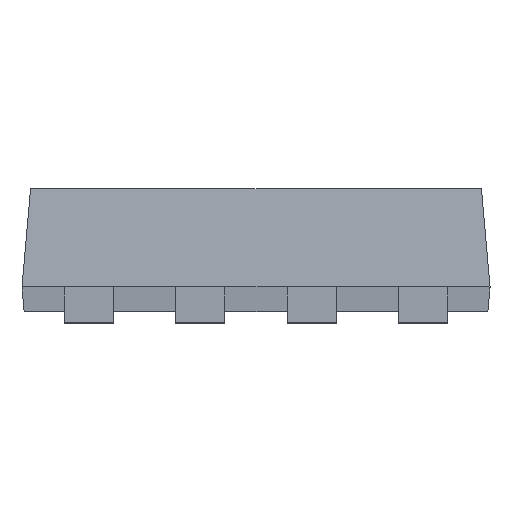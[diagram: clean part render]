
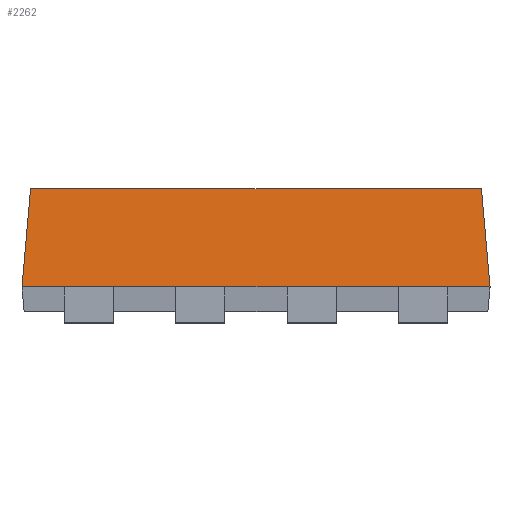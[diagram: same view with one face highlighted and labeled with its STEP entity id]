
A CAD part, top view. The second image highlights one B-rep face of the part: STEP entity #2262.
In plain terms, the highlighted planar face has unit normal (0, 0.087, 0.996).
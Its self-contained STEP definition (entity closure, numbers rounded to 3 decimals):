
#3 = DIRECTION ( 'NONE',  ( 1., 0., 0. ) ) ;
#7 = EDGE_CURVE ( 'NONE', #2446, #2522, #526, .T. ) ;
#94 = LINE ( 'NONE', #1913, #164 ) ;
#164 = VECTOR ( 'NONE', #1275, 1000. ) ;
#167 = VECTOR ( 'NONE', #644, 1000. ) ;
#183 = EDGE_CURVE ( 'NONE', #2828, #1229, #2782, .T. ) ;
#200 = LINE ( 'NONE', #1880, #2278 ) ;
#211 = VERTEX_POINT ( 'NONE', #2027 ) ;
#290 = CARTESIAN_POINT ( 'NONE',  ( 0.64, 0.16, 0.6 ) ) ;
#291 = ORIENTED_EDGE ( 'NONE', *, *, #1436, .T. ) ;
#317 = CARTESIAN_POINT ( 'NONE',  ( -0.36, 0.16, 0.6 ) ) ;
#336 = DIRECTION ( 'NONE',  ( 0., -0.996, 0.087 ) ) ;
#347 = LINE ( 'NONE', #1642, #697 ) ;
#379 = VERTEX_POINT ( 'NONE', #2450 ) ;
#431 = LINE ( 'NONE', #1302, #2033 ) ;
#526 = LINE ( 'NONE', #2131, #632 ) ;
#542 = EDGE_CURVE ( 'NONE', #2900, #2828, #2092, .T. ) ;
#556 = LINE ( 'NONE', #1533, #167 ) ;
#572 = VERTEX_POINT ( 'NONE', #2332 ) ;
#575 = EDGE_CURVE ( 'NONE', #572, #2883, #842, .T. ) ;
#630 = ORIENTED_EDGE ( 'NONE', *, *, #2674, .T. ) ;
#632 = VECTOR ( 'NONE', #2587, 1000. ) ;
#639 = EDGE_CURVE ( 'NONE', #1034, #743, #94, .T. ) ;
#640 = CARTESIAN_POINT ( 'NONE',  ( 1.05, 0.16, 0.6 ) ) ;
#642 = LINE ( 'NONE', #1137, #2723 ) ;
#644 = DIRECTION ( 'NONE',  ( 1., 0., 0. ) ) ;
#697 = VECTOR ( 'NONE', #1168, 1000. ) ;
#712 = CARTESIAN_POINT ( 'NONE',  ( 1.05, 0.16, 0.6 ) ) ;
#743 = VERTEX_POINT ( 'NONE', #290 ) ;
#791 = CARTESIAN_POINT ( 'NONE',  ( 1.05, 0.16, 0.6 ) ) ;
#831 = CARTESIAN_POINT ( 'NONE',  ( -1.012, 0.6, 0.562 ) ) ;
#842 = LINE ( 'NONE', #712, #2710 ) ;
#861 = AXIS2_PLACEMENT_3D ( 'NONE', #791, #2862, #336 ) ;
#920 = DIRECTION ( 'NONE',  ( 1., 0., 0. ) ) ;
#958 = LINE ( 'NONE', #2319, #1350 ) ;
#1011 = PLANE ( 'NONE',  #861 ) ;
#1034 = VERTEX_POINT ( 'NONE', #1319 ) ;
#1049 = CARTESIAN_POINT ( 'NONE',  ( -0.64, 0.16, 0.6 ) ) ;
#1108 = CARTESIAN_POINT ( 'NONE',  ( 0.14, 0.16, 0.6 ) ) ;
#1137 = CARTESIAN_POINT ( 'NONE',  ( 1.05, 0.16, 0.6 ) ) ;
#1168 = DIRECTION ( 'NONE',  ( 1., 0., 0. ) ) ;
#1176 = DIRECTION ( 'NONE',  ( 0.087, -0.992, 0.087 ) ) ;
#1220 = CARTESIAN_POINT ( 'NONE',  ( -0.14, 0.16, 0.6 ) ) ;
#1229 = VERTEX_POINT ( 'NONE', #1108 ) ;
#1275 = DIRECTION ( 'NONE',  ( 1., 0., 0. ) ) ;
#1296 = ORIENTED_EDGE ( 'NONE', *, *, #7, .T. ) ;
#1302 = CARTESIAN_POINT ( 'NONE',  ( 1.05, 0.16, 0.6 ) ) ;
#1319 = CARTESIAN_POINT ( 'NONE',  ( 0.36, 0.16, 0.6 ) ) ;
#1350 = VECTOR ( 'NONE', #920, 1000. ) ;
#1436 = EDGE_CURVE ( 'NONE', #743, #379, #642, .T. ) ;
#1490 = EDGE_CURVE ( 'NONE', #211, #2430, #431, .T. ) ;
#1533 = CARTESIAN_POINT ( 'NONE',  ( 1.05, 0.6, 0.562 ) ) ;
#1562 = ORIENTED_EDGE ( 'NONE', *, *, #542, .T. ) ;
#1602 = DIRECTION ( 'NONE',  ( 1., 0., 0. ) ) ;
#1616 = ORIENTED_EDGE ( 'NONE', *, *, #1490, .T. ) ;
#1642 = CARTESIAN_POINT ( 'NONE',  ( 1.05, 0.16, 0.6 ) ) ;
#1654 = CARTESIAN_POINT ( 'NONE',  ( 1.05, 0.16, 0.6 ) ) ;
#1697 = EDGE_CURVE ( 'NONE', #2522, #211, #958, .T. ) ;
#1760 = ORIENTED_EDGE ( 'NONE', *, *, #639, .T. ) ;
#1857 = ORIENTED_EDGE ( 'NONE', *, *, #2050, .T. ) ;
#1880 = CARTESIAN_POINT ( 'NONE',  ( 1.05, 0.16, 0.6 ) ) ;
#1913 = CARTESIAN_POINT ( 'NONE',  ( 1.05, 0.16, 0.6 ) ) ;
#1977 = ORIENTED_EDGE ( 'NONE', *, *, #2795, .T. ) ;
#1983 = DIRECTION ( 'NONE',  ( 1., 0., 0. ) ) ;
#2026 = FACE_OUTER_BOUND ( 'NONE', #2323, .T. ) ;
#2027 = CARTESIAN_POINT ( 'NONE',  ( -0.86, 0.16, 0.6 ) ) ;
#2033 = VECTOR ( 'NONE', #1983, 1000. ) ;
#2050 = EDGE_CURVE ( 'NONE', #379, #2883, #2061, .T. ) ;
#2061 = LINE ( 'NONE', #2920, #2972 ) ;
#2085 = ORIENTED_EDGE ( 'NONE', *, *, #2505, .F. ) ;
#2092 = LINE ( 'NONE', #640, #2454 ) ;
#2097 = ORIENTED_EDGE ( 'NONE', *, *, #575, .F. ) ;
#2131 = CARTESIAN_POINT ( 'NONE',  ( -1.034, 0.341, 0.584 ) ) ;
#2161 = ORIENTED_EDGE ( 'NONE', *, *, #1697, .T. ) ;
#2176 = VECTOR ( 'NONE', #3, 1000. ) ;
#2224 = DIRECTION ( 'NONE',  ( 1., 0., 0. ) ) ;
#2244 = DIRECTION ( 'NONE',  ( 1., 0., 0. ) ) ;
#2262 = ADVANCED_FACE ( 'NONE', ( #2026 ), #1011, .T. ) ;
#2278 = VECTOR ( 'NONE', #2776, 1000. ) ;
#2319 = CARTESIAN_POINT ( 'NONE',  ( 1.05, 0.16, 0.6 ) ) ;
#2323 = EDGE_LOOP ( 'NONE', ( #2085, #1296, #2161, #1616, #1977, #1562, #2409, #630, #1760, #291, #1857, #2097 ) ) ;
#2332 = CARTESIAN_POINT ( 'NONE',  ( 1.012, 0.6, 0.562 ) ) ;
#2409 = ORIENTED_EDGE ( 'NONE', *, *, #183, .T. ) ;
#2430 = VERTEX_POINT ( 'NONE', #1049 ) ;
#2446 = VERTEX_POINT ( 'NONE', #831 ) ;
#2450 = CARTESIAN_POINT ( 'NONE',  ( 0.86, 0.16, 0.6 ) ) ;
#2454 = VECTOR ( 'NONE', #2244, 1000. ) ;
#2505 = EDGE_CURVE ( 'NONE', #2446, #572, #556, .T. ) ;
#2522 = VERTEX_POINT ( 'NONE', #2707 ) ;
#2587 = DIRECTION ( 'NONE',  ( -0.087, -0.992, 0.087 ) ) ;
#2674 = EDGE_CURVE ( 'NONE', #1229, #1034, #347, .T. ) ;
#2707 = CARTESIAN_POINT ( 'NONE',  ( -1.05, 0.16, 0.6 ) ) ;
#2710 = VECTOR ( 'NONE', #1176, 1000. ) ;
#2723 = VECTOR ( 'NONE', #1602, 1000. ) ;
#2731 = CARTESIAN_POINT ( 'NONE',  ( 1.05, 0.16, 0.6 ) ) ;
#2776 = DIRECTION ( 'NONE',  ( 1., 0., 0. ) ) ;
#2782 = LINE ( 'NONE', #2731, #2176 ) ;
#2795 = EDGE_CURVE ( 'NONE', #2430, #2900, #200, .T. ) ;
#2828 = VERTEX_POINT ( 'NONE', #1220 ) ;
#2862 = DIRECTION ( 'NONE',  ( 0., 0.087, 0.996 ) ) ;
#2883 = VERTEX_POINT ( 'NONE', #1654 ) ;
#2900 = VERTEX_POINT ( 'NONE', #317 ) ;
#2920 = CARTESIAN_POINT ( 'NONE',  ( 1.05, 0.16, 0.6 ) ) ;
#2972 = VECTOR ( 'NONE', #2224, 1000. ) ;
